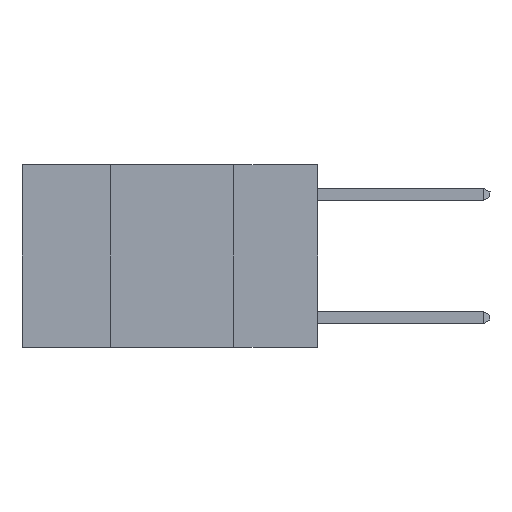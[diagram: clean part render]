
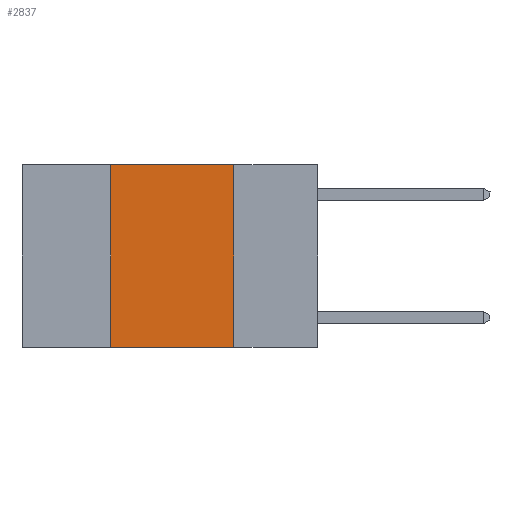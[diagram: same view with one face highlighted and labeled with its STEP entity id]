
A CAD part, left-side view. The second image highlights one B-rep face of the part: STEP entity #2837.
In plain terms, the highlighted planar face has unit normal (-1, 0, 0).
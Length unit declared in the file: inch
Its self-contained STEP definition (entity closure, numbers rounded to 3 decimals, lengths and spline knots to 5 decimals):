
#355 = CARTESIAN_POINT ( 'NONE',  ( 0., 0.17, -0.37 ) ) ;
#1542 = CARTESIAN_POINT ( 'NONE',  ( 0., 0.17, 0. ) ) ;
#1784 = VERTEX_POINT ( 'NONE', #9752 ) ;
#2035 = VECTOR ( 'NONE', #4034, 39.37008 ) ;
#2586 = ORIENTED_EDGE ( 'NONE', *, *, #11692, .T. ) ;
#2743 = EDGE_CURVE ( 'NONE', #10674, #1784, #13222, .T. ) ;
#2837 = ADVANCED_FACE ( 'NONE', ( #11603 ), #3139, .F. ) ;
#2961 = AXIS2_PLACEMENT_3D ( 'NONE', #6275, #4211, #11572 ) ;
#3139 = PLANE ( 'NONE',  #2961 ) ;
#3327 = ORIENTED_EDGE ( 'NONE', *, *, #2743, .F. ) ;
#3562 = ORIENTED_EDGE ( 'NONE', *, *, #3913, .F. ) ;
#3773 = EDGE_LOOP ( 'NONE', ( #3562, #6807, #3327, #2586 ) ) ;
#3913 = EDGE_CURVE ( 'NONE', #5075, #9995, #13022, .T. ) ;
#3961 = DIRECTION ( 'NONE',  ( 0., 0., -1. ) ) ;
#4034 = DIRECTION ( 'NONE',  ( 0., 0., 1. ) ) ;
#4083 = CARTESIAN_POINT ( 'NONE',  ( 0., 0.6, 0. ) ) ;
#4211 = DIRECTION ( 'NONE',  ( 1., 0., 0. ) ) ;
#4840 = LINE ( 'NONE', #12792, #7646 ) ;
#4936 = CARTESIAN_POINT ( 'NONE',  ( 0., 0.17, 0. ) ) ;
#5075 = VERTEX_POINT ( 'NONE', #1542 ) ;
#5777 = CARTESIAN_POINT ( 'NONE',  ( 0., 0.42, -0.37 ) ) ;
#6275 = CARTESIAN_POINT ( 'NONE',  ( 0., 0.6, 0. ) ) ;
#6522 = DIRECTION ( 'NONE',  ( 0., -1., 0. ) ) ;
#6807 = ORIENTED_EDGE ( 'NONE', *, *, #11504, .F. ) ;
#7456 = VECTOR ( 'NONE', #3961, 39.37008 ) ;
#7646 = VECTOR ( 'NONE', #6522, 39.37008 ) ;
#9752 = CARTESIAN_POINT ( 'NONE',  ( 0., 0.42, 0. ) ) ;
#9995 = VERTEX_POINT ( 'NONE', #355 ) ;
#10286 = VECTOR ( 'NONE', #10391, 39.37008 ) ;
#10391 = DIRECTION ( 'NONE',  ( 0., -1., 0. ) ) ;
#10674 = VERTEX_POINT ( 'NONE', #5777 ) ;
#11504 = EDGE_CURVE ( 'NONE', #1784, #5075, #13044, .T. ) ;
#11572 = DIRECTION ( 'NONE',  ( 0., 0., -1. ) ) ;
#11603 = FACE_OUTER_BOUND ( 'NONE', #3773, .T. ) ;
#11692 = EDGE_CURVE ( 'NONE', #10674, #9995, #4840, .T. ) ;
#12430 = CARTESIAN_POINT ( 'NONE',  ( 0., 0.42, 0. ) ) ;
#12792 = CARTESIAN_POINT ( 'NONE',  ( 0., 0.6, -0.37 ) ) ;
#13022 = LINE ( 'NONE', #4936, #7456 ) ;
#13044 = LINE ( 'NONE', #4083, #10286 ) ;
#13222 = LINE ( 'NONE', #12430, #2035 ) ;
